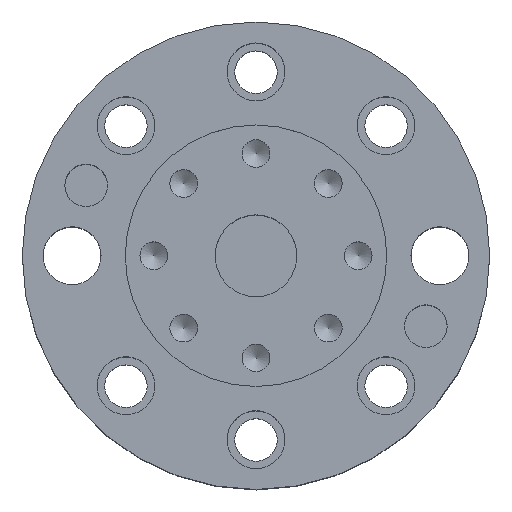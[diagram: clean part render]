
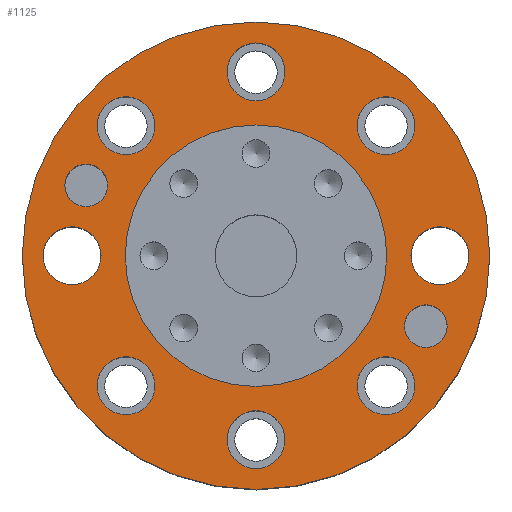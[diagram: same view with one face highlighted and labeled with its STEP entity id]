
A CAD part, top view. The second image highlights one B-rep face of the part: STEP entity #1125.
In plain terms, the highlighted planar face has unit normal (0, 0, 1).
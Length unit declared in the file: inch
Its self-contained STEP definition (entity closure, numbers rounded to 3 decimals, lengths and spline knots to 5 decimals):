
#242=FACE_BOUND('',#428,.T.);
#243=FACE_BOUND('',#429,.T.);
#244=FACE_BOUND('',#430,.T.);
#245=FACE_BOUND('',#431,.T.);
#246=FACE_BOUND('',#432,.T.);
#247=FACE_BOUND('',#433,.T.);
#248=FACE_BOUND('',#434,.T.);
#249=FACE_BOUND('',#435,.T.);
#250=FACE_BOUND('',#436,.T.);
#251=FACE_BOUND('',#437,.T.);
#252=FACE_BOUND('',#438,.T.);
#317=FACE_OUTER_BOUND('',#427,.T.);
#427=EDGE_LOOP('',(#1036));
#428=EDGE_LOOP('',(#1037));
#429=EDGE_LOOP('',(#1038));
#430=EDGE_LOOP('',(#1039));
#431=EDGE_LOOP('',(#1040));
#432=EDGE_LOOP('',(#1041));
#433=EDGE_LOOP('',(#1042));
#434=EDGE_LOOP('',(#1043));
#435=EDGE_LOOP('',(#1044));
#436=EDGE_LOOP('',(#1045));
#437=EDGE_LOOP('',(#1046));
#438=EDGE_LOOP('',(#1047));
#485=CIRCLE('',#1292,0.065);
#487=CIRCLE('',#1295,0.065);
#489=CIRCLE('',#1298,0.4);
#507=CIRCLE('',#1334,0.0885);
#509=CIRCLE('',#1337,0.0885);
#511=CIRCLE('',#1340,0.0885);
#513=CIRCLE('',#1343,0.0885);
#515=CIRCLE('',#1346,0.0885);
#517=CIRCLE('',#1349,0.0885);
#519=CIRCLE('',#1352,0.0885);
#521=CIRCLE('',#1355,0.0885);
#523=CIRCLE('',#1358,0.715);
#574=VERTEX_POINT('',#1954);
#576=VERTEX_POINT('',#1960);
#578=VERTEX_POINT('',#1966);
#604=VERTEX_POINT('',#2045);
#606=VERTEX_POINT('',#2051);
#608=VERTEX_POINT('',#2057);
#610=VERTEX_POINT('',#2063);
#612=VERTEX_POINT('',#2069);
#614=VERTEX_POINT('',#2075);
#616=VERTEX_POINT('',#2081);
#618=VERTEX_POINT('',#2087);
#620=VERTEX_POINT('',#2093);
#696=EDGE_CURVE('',#574,#574,#485,.T.);
#699=EDGE_CURVE('',#576,#576,#487,.T.);
#702=EDGE_CURVE('',#578,#578,#489,.T.);
#737=EDGE_CURVE('',#604,#604,#507,.T.);
#740=EDGE_CURVE('',#606,#606,#509,.T.);
#743=EDGE_CURVE('',#608,#608,#511,.T.);
#746=EDGE_CURVE('',#610,#610,#513,.T.);
#749=EDGE_CURVE('',#612,#612,#515,.T.);
#752=EDGE_CURVE('',#614,#614,#517,.T.);
#755=EDGE_CURVE('',#616,#616,#519,.T.);
#758=EDGE_CURVE('',#618,#618,#521,.T.);
#761=EDGE_CURVE('',#620,#620,#523,.T.);
#1036=ORIENTED_EDGE('',*,*,#761,.T.);
#1037=ORIENTED_EDGE('',*,*,#696,.T.);
#1038=ORIENTED_EDGE('',*,*,#699,.T.);
#1039=ORIENTED_EDGE('',*,*,#702,.T.);
#1040=ORIENTED_EDGE('',*,*,#737,.T.);
#1041=ORIENTED_EDGE('',*,*,#740,.T.);
#1042=ORIENTED_EDGE('',*,*,#743,.T.);
#1043=ORIENTED_EDGE('',*,*,#746,.T.);
#1044=ORIENTED_EDGE('',*,*,#749,.T.);
#1045=ORIENTED_EDGE('',*,*,#752,.T.);
#1046=ORIENTED_EDGE('',*,*,#755,.T.);
#1047=ORIENTED_EDGE('',*,*,#758,.T.);
#1060=PLANE('',#1361);
#1125=ADVANCED_FACE('',(#317,#242,#243,#244,#245,#246,#247,#248,#249,#250,
#251,#252),#1060,.T.);
#1292=AXIS2_PLACEMENT_3D('',#1955,#1562,#1563);
#1295=AXIS2_PLACEMENT_3D('',#1961,#1569,#1570);
#1298=AXIS2_PLACEMENT_3D('',#1967,#1576,#1577);
#1334=AXIS2_PLACEMENT_3D('',#2046,#1665,#1666);
#1337=AXIS2_PLACEMENT_3D('',#2052,#1672,#1673);
#1340=AXIS2_PLACEMENT_3D('',#2058,#1679,#1680);
#1343=AXIS2_PLACEMENT_3D('',#2064,#1686,#1687);
#1346=AXIS2_PLACEMENT_3D('',#2070,#1693,#1694);
#1349=AXIS2_PLACEMENT_3D('',#2076,#1700,#1701);
#1352=AXIS2_PLACEMENT_3D('',#2082,#1707,#1708);
#1355=AXIS2_PLACEMENT_3D('',#2088,#1714,#1715);
#1358=AXIS2_PLACEMENT_3D('',#2094,#1721,#1722);
#1361=AXIS2_PLACEMENT_3D('',#2099,#1728,#1729);
#1562=DIRECTION('center_axis',(0.,0.,-1.));
#1563=DIRECTION('ref_axis',(1.,0.,0.));
#1569=DIRECTION('center_axis',(0.,0.,-1.));
#1570=DIRECTION('ref_axis',(1.,0.,0.));
#1576=DIRECTION('center_axis',(0.,0.,-1.));
#1577=DIRECTION('ref_axis',(-1.,0.,0.));
#1665=DIRECTION('center_axis',(0.,0.,-1.));
#1666=DIRECTION('ref_axis',(0.707,-0.707,0.));
#1672=DIRECTION('center_axis',(0.,0.,-1.));
#1673=DIRECTION('ref_axis',(0.,-1.,0.));
#1679=DIRECTION('center_axis',(0.,0.,-1.));
#1680=DIRECTION('ref_axis',(-0.707,-0.707,0.));
#1686=DIRECTION('center_axis',(0.,0.,-1.));
#1687=DIRECTION('ref_axis',(-1.,0.,0.));
#1693=DIRECTION('center_axis',(0.,0.,-1.));
#1694=DIRECTION('ref_axis',(-0.707,0.707,0.));
#1700=DIRECTION('center_axis',(0.,0.,-1.));
#1701=DIRECTION('ref_axis',(0.,1.,0.));
#1707=DIRECTION('center_axis',(0.,0.,-1.));
#1708=DIRECTION('ref_axis',(0.707,0.707,0.));
#1714=DIRECTION('center_axis',(0.,0.,-1.));
#1715=DIRECTION('ref_axis',(1.,0.,0.));
#1721=DIRECTION('center_axis',(0.,0.,1.));
#1722=DIRECTION('ref_axis',(-1.,0.,0.));
#1728=DIRECTION('center_axis',(0.,0.,1.));
#1729=DIRECTION('ref_axis',(1.,0.,0.));
#1954=CARTESIAN_POINT('',(-0.58468,0.21526,0.625));
#1955=CARTESIAN_POINT('Origin',(-0.51968,0.21526,0.625));
#1960=CARTESIAN_POINT('',(0.45468,-0.21526,0.625));
#1961=CARTESIAN_POINT('Origin',(0.51968,-0.21526,0.625));
#1966=CARTESIAN_POINT('',(0.4,0.,0.625));
#1967=CARTESIAN_POINT('Origin',(0.,0.,0.625));
#2045=CARTESIAN_POINT('',(0.33517,0.46033,0.625));
#2046=CARTESIAN_POINT('Origin',(0.39775,0.39775,0.625));
#2051=CARTESIAN_POINT('',(0.5625,0.0885,0.625));
#2052=CARTESIAN_POINT('Origin',(0.5625,0.,0.625));
#2057=CARTESIAN_POINT('',(0.46033,-0.33517,0.625));
#2058=CARTESIAN_POINT('Origin',(0.39775,-0.39775,0.625));
#2063=CARTESIAN_POINT('',(0.0885,-0.5625,0.625));
#2064=CARTESIAN_POINT('Origin',(0.,-0.5625,0.625));
#2069=CARTESIAN_POINT('',(-0.33517,-0.46033,0.625));
#2070=CARTESIAN_POINT('Origin',(-0.39775,-0.39775,0.625));
#2075=CARTESIAN_POINT('',(-0.5625,-0.0885,0.625));
#2076=CARTESIAN_POINT('Origin',(-0.5625,0.,0.625));
#2081=CARTESIAN_POINT('',(-0.46033,0.33517,0.625));
#2082=CARTESIAN_POINT('Origin',(-0.39775,0.39775,0.625));
#2087=CARTESIAN_POINT('',(-0.0885,0.5625,0.625));
#2088=CARTESIAN_POINT('Origin',(0.,0.5625,0.625));
#2093=CARTESIAN_POINT('',(0.715,0.,0.625));
#2094=CARTESIAN_POINT('Origin',(0.,0.,0.625));
#2099=CARTESIAN_POINT('Origin',(0.,0.,0.625));
